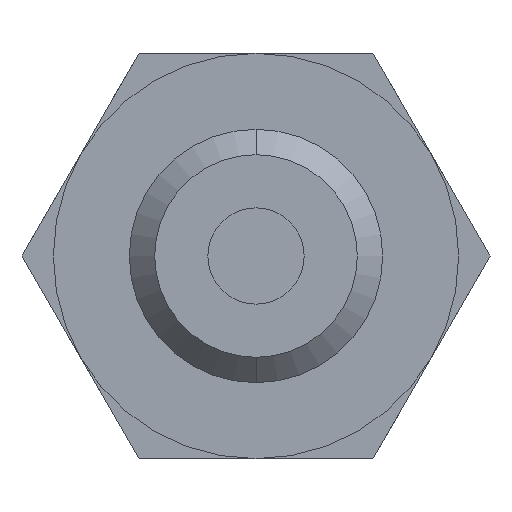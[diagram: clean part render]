
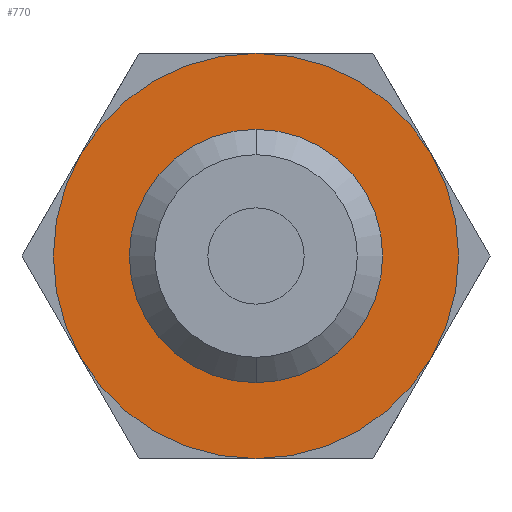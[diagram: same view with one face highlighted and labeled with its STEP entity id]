
A CAD part, front view. The second image highlights one B-rep face of the part: STEP entity #770.
In plain terms, the highlighted planar face has unit normal (0, -1, 0).
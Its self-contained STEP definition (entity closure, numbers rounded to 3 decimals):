
#9 = VERTEX_POINT ( 'NONE', #801 ) ;
#10 = VERTEX_POINT ( 'NONE', #800 ) ;
#58 = EDGE_CURVE ( 'NONE', #59, #9, #895, .T. ) ;
#59 = VERTEX_POINT ( 'NONE', #984 ) ;
#60 = EDGE_CURVE ( 'NONE', #62, #10, #982, .T. ) ;
#62 = VERTEX_POINT ( 'NONE', #974 ) ;
#759 = EDGE_CURVE ( 'NONE', #9, #59, #2289, .T. ) ;
#770 = ADVANCED_FACE ( 'NONE', ( #2341, #2340 ), #2336, .T. ) ;
#771 = ORIENTED_EDGE ( 'NONE', *, *, #58, .T. ) ;
#775 = EDGE_CURVE ( 'NONE', #10, #62, #2371, .T. ) ;
#776 = EDGE_LOOP ( 'NONE', ( #863, #771 ) ) ;
#777 = ORIENTED_EDGE ( 'NONE', *, *, #775, .T. ) ;
#800 = CARTESIAN_POINT ( 'NONE',  ( 0., 5., 4. ) ) ;
#801 = CARTESIAN_POINT ( 'NONE',  ( 0., 5., -2.5 ) ) ;
#861 = EDGE_LOOP ( 'NONE', ( #862, #777 ) ) ;
#862 = ORIENTED_EDGE ( 'NONE', *, *, #60, .T. ) ;
#863 = ORIENTED_EDGE ( 'NONE', *, *, #759, .T. ) ;
#891 = DIRECTION ( 'NONE',  ( 0., 0., -1. ) ) ;
#892 = DIRECTION ( 'NONE',  ( 0., 1., 0. ) ) ;
#893 = CARTESIAN_POINT ( 'NONE',  ( 0., 5., 0. ) ) ;
#894 = AXIS2_PLACEMENT_3D ( 'NONE', #893, #892, #891 ) ;
#895 = CIRCLE ( 'NONE', #894, 2.5 ) ;
#974 = CARTESIAN_POINT ( 'NONE',  ( 0., 5., -4. ) ) ;
#978 = DIRECTION ( 'NONE',  ( 0., 0., -1. ) ) ;
#979 = DIRECTION ( 'NONE',  ( 0., -1., 0. ) ) ;
#980 = CARTESIAN_POINT ( 'NONE',  ( 0., 5., 0. ) ) ;
#981 = AXIS2_PLACEMENT_3D ( 'NONE', #980, #979, #978 ) ;
#982 = CIRCLE ( 'NONE', #981, 4. ) ;
#984 = CARTESIAN_POINT ( 'NONE',  ( 0., 5., 2.5 ) ) ;
#2285 = DIRECTION ( 'NONE',  ( 0., 0., -1. ) ) ;
#2286 = DIRECTION ( 'NONE',  ( 0., 1., 0. ) ) ;
#2287 = CARTESIAN_POINT ( 'NONE',  ( 0., 5., 0. ) ) ;
#2288 = AXIS2_PLACEMENT_3D ( 'NONE', #2287, #2286, #2285 ) ;
#2289 = CIRCLE ( 'NONE', #2288, 2.5 ) ;
#2335 = AXIS2_PLACEMENT_3D ( 'NONE', #2380, #2379, #2378 ) ;
#2336 = PLANE ( 'NONE',  #2335 ) ;
#2340 = FACE_BOUND ( 'NONE', #776, .T. ) ;
#2341 = FACE_OUTER_BOUND ( 'NONE', #861, .T. ) ;
#2367 = DIRECTION ( 'NONE',  ( 0., 0., -1. ) ) ;
#2368 = DIRECTION ( 'NONE',  ( 0., -1., 0. ) ) ;
#2369 = CARTESIAN_POINT ( 'NONE',  ( 0., 5., 0. ) ) ;
#2370 = AXIS2_PLACEMENT_3D ( 'NONE', #2369, #2368, #2367 ) ;
#2371 = CIRCLE ( 'NONE', #2370, 4. ) ;
#2378 = DIRECTION ( 'NONE',  ( 0., 0., -1. ) ) ;
#2379 = DIRECTION ( 'NONE',  ( 0., -1., 0. ) ) ;
#2380 = CARTESIAN_POINT ( 'NONE',  ( 2.5, 5., 0. ) ) ;
